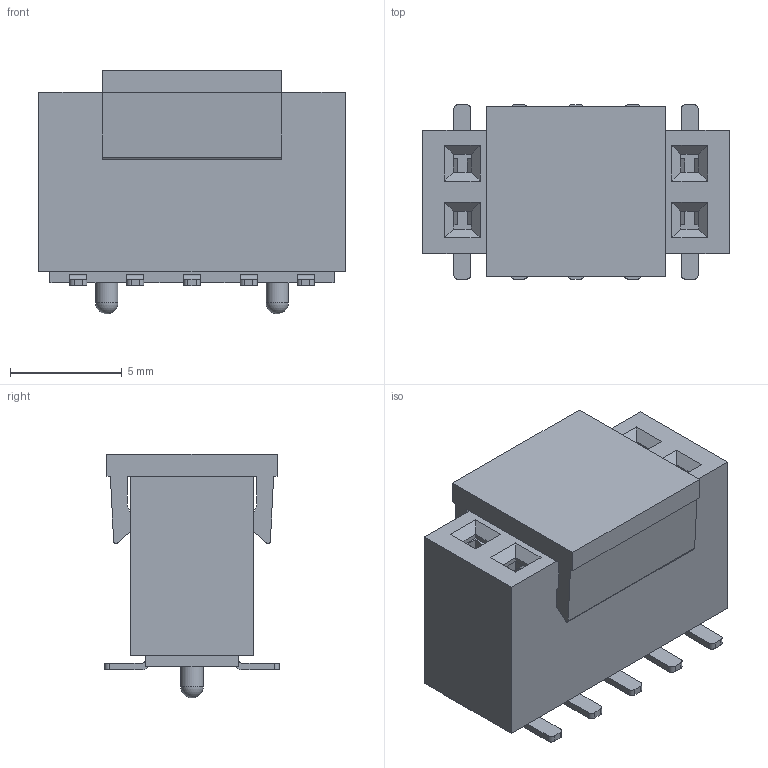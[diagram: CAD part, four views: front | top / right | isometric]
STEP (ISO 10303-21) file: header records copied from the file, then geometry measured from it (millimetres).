
FILE_DESCRIPTION( ('This file contains a STEP AP42 implementation' ,'as created by ZW3D STEP Interface translator.') ,'2;1' );
FILE_NAME( '2185-2XXMXXCUNX2.stp' ,'23 5 3.1146 4', (''), ('ZWCAD Software Co.'), 'Version 1.0', 'ZW3D to STEP translator', '' );
FILE_SCHEMA(('AUTOMOTIVE_DESIGN { 1 0 10303 214 1 1 1 1 }'));
Length unit declared in the file: millimetre
Products named in the file (2): 0; 2185-205MG0CUNR2
Bounding box: 13.7 x 7.8 x 10.9 mm (x, y, z)
Volume: 578.5 mm3; surface area: 1525.8 mm2
Topology: 1 solids, 7 shells, 955 faces, 2798 edges, 1830 vertices
Faces by surface type: plane 645, bspline 182, cylinder 126, sphere 2
Full cylindrical faces by diameter (mm): 1 x2
Entity records: 35222 total; most frequent: CARTESIAN_POINT 9578, ORIENTED_EDGE 5592, DIRECTION 4522, EDGE_CURVE 2796, VECTOR 2138, LINE 2138, VERTEX_POINT 1830, AXIS2_PLACEMENT_3D 1192
